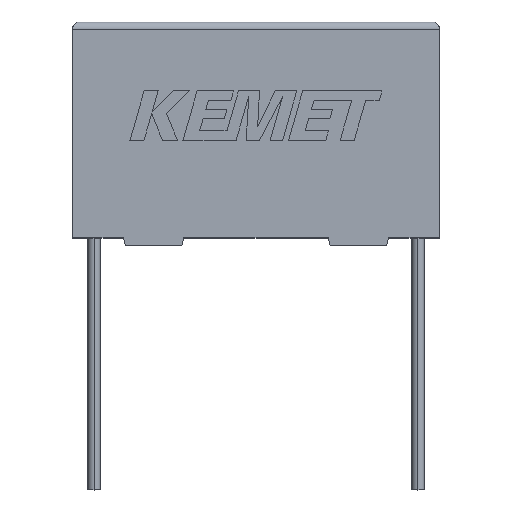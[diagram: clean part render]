
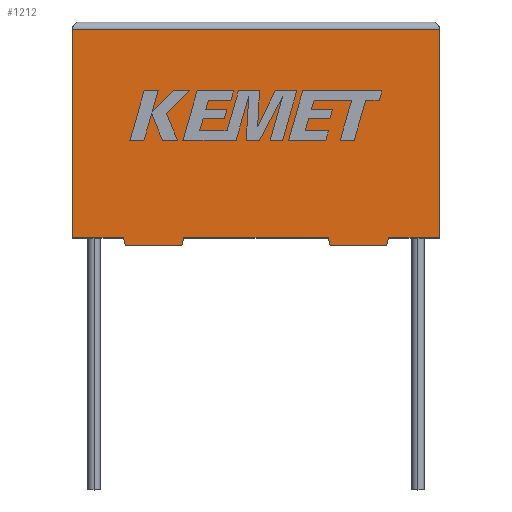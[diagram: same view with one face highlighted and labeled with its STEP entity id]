
A CAD part, top view. The second image highlights one B-rep face of the part: STEP entity #1212.
In plain terms, the highlighted planar face has unit normal (0, 0, 1).
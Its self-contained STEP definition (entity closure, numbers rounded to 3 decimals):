
#36 = VECTOR ( 'NONE', #1293, 1000. ) ;
#41 = FACE_OUTER_BOUND ( 'NONE', #3077, .T. ) ;
#63 = CARTESIAN_POINT ( 'NONE',  ( 0., 0., 6.5 ) ) ;
#87 = VECTOR ( 'NONE', #3083, 1000. ) ;
#114 = VERTEX_POINT ( 'NONE', #1006 ) ;
#141 = VERTEX_POINT ( 'NONE', #1253 ) ;
#145 = DIRECTION ( 'NONE',  ( -1., 0., 0. ) ) ;
#212 = ORIENTED_EDGE ( 'NONE', *, *, #2568, .T. ) ;
#236 = ORIENTED_EDGE ( 'NONE', *, *, #3202, .T. ) ;
#238 = CARTESIAN_POINT ( 'NONE',  ( 3.54, 0., 6.5 ) ) ;
#267 = CARTESIAN_POINT ( 'NONE',  ( 7.591, -0.5, 6.5 ) ) ;
#296 = DIRECTION ( 'NONE',  ( -0.287, -0.958, 0. ) ) ;
#378 = EDGE_CURVE ( 'NONE', #2093, #2520, #1803, .T. ) ;
#398 = PLANE ( 'NONE',  #2065 ) ;
#409 = CARTESIAN_POINT ( 'NONE',  ( 17.909, -0.5, 6.5 ) ) ;
#504 = DIRECTION ( 'NONE',  ( 0.287, -0.958, 0. ) ) ;
#510 = VECTOR ( 'NONE', #919, 1000. ) ;
#519 = CARTESIAN_POINT ( 'NONE',  ( 17.759, 0., 6.5 ) ) ;
#527 = VECTOR ( 'NONE', #145, 1000. ) ;
#584 = CARTESIAN_POINT ( 'NONE',  ( 3.54, 0., 6.5 ) ) ;
#599 = EDGE_CURVE ( 'NONE', #2156, #1590, #717, .T. ) ;
#618 = CARTESIAN_POINT ( 'NONE',  ( 7.741, 0., 6.5 ) ) ;
#620 = VECTOR ( 'NONE', #296, 1000. ) ;
#658 = LINE ( 'NONE', #409, #736 ) ;
#717 = LINE ( 'NONE', #1636, #527 ) ;
#736 = VECTOR ( 'NONE', #2911, 1000. ) ;
#805 = LINE ( 'NONE', #584, #1850 ) ;
#834 = DIRECTION ( 'NONE',  ( 1., 0., 0. ) ) ;
#841 = LINE ( 'NONE', #1796, #3031 ) ;
#857 = VECTOR ( 'NONE', #834, 1000. ) ;
#858 = LINE ( 'NONE', #1784, #620 ) ;
#863 = ORIENTED_EDGE ( 'NONE', *, *, #1862, .T. ) ;
#919 = DIRECTION ( 'NONE',  ( 0., -1., 0. ) ) ;
#995 = VERTEX_POINT ( 'NONE', #1091 ) ;
#1006 = CARTESIAN_POINT ( 'NONE',  ( 3.69, -0.5, 6.5 ) ) ;
#1075 = VECTOR ( 'NONE', #2849, 1000. ) ;
#1076 = CARTESIAN_POINT ( 'NONE',  ( 25.5, 0., 6.5 ) ) ;
#1091 = CARTESIAN_POINT ( 'NONE',  ( 0., 0., 6.5 ) ) ;
#1105 = ORIENTED_EDGE ( 'NONE', *, *, #2307, .F. ) ;
#1212 = ADVANCED_FACE ( 'NONE', ( #41 ), #398, .F. ) ;
#1226 = CARTESIAN_POINT ( 'NONE',  ( 0., 0., 6.5 ) ) ;
#1253 = CARTESIAN_POINT ( 'NONE',  ( 21.96, 0., 6.5 ) ) ;
#1258 = ORIENTED_EDGE ( 'NONE', *, *, #1892, .T. ) ;
#1274 = LINE ( 'NONE', #267, #2056 ) ;
#1293 = DIRECTION ( 'NONE',  ( 1., 0., 0. ) ) ;
#1348 = CARTESIAN_POINT ( 'NONE',  ( 25.5, 0., 6.5 ) ) ;
#1417 = VERTEX_POINT ( 'NONE', #2809 ) ;
#1457 = CARTESIAN_POINT ( 'NONE',  ( 0., 0., 6.5 ) ) ;
#1460 = ORIENTED_EDGE ( 'NONE', *, *, #2858, .T. ) ;
#1482 = LINE ( 'NONE', #1457, #510 ) ;
#1493 = DIRECTION ( 'NONE',  ( 1., 0., 0. ) ) ;
#1510 = EDGE_CURVE ( 'NONE', #141, #2156, #858, .T. ) ;
#1590 = VERTEX_POINT ( 'NONE', #3085 ) ;
#1612 = ORIENTED_EDGE ( 'NONE', *, *, #3026, .T. ) ;
#1636 = CARTESIAN_POINT ( 'NONE',  ( 21.81, -0.5, 6.5 ) ) ;
#1784 = CARTESIAN_POINT ( 'NONE',  ( 21.96, 0., 6.5 ) ) ;
#1796 = CARTESIAN_POINT ( 'NONE',  ( 0., 14.5, 6.5 ) ) ;
#1803 = LINE ( 'NONE', #1348, #87 ) ;
#1815 = LINE ( 'NONE', #63, #857 ) ;
#1850 = VECTOR ( 'NONE', #504, 1000. ) ;
#1862 = EDGE_CURVE ( 'NONE', #114, #2709, #2227, .T. ) ;
#1892 = EDGE_CURVE ( 'NONE', #995, #2871, #2109, .T. ) ;
#1925 = ORIENTED_EDGE ( 'NONE', *, *, #1510, .F. ) ;
#1930 = CARTESIAN_POINT ( 'NONE',  ( 0., 0., 6.5 ) ) ;
#2056 = VECTOR ( 'NONE', #3050, 1000. ) ;
#2065 = AXIS2_PLACEMENT_3D ( 'NONE', #1226, #3152, #2463 ) ;
#2093 = VERTEX_POINT ( 'NONE', #1076 ) ;
#2109 = LINE ( 'NONE', #2971, #36 ) ;
#2156 = VERTEX_POINT ( 'NONE', #2795 ) ;
#2227 = LINE ( 'NONE', #2983, #2852 ) ;
#2292 = ORIENTED_EDGE ( 'NONE', *, *, #599, .F. ) ;
#2296 = LINE ( 'NONE', #1930, #1075 ) ;
#2307 = EDGE_CURVE ( 'NONE', #1590, #2443, #658, .T. ) ;
#2340 = ORIENTED_EDGE ( 'NONE', *, *, #3207, .T. ) ;
#2443 = VERTEX_POINT ( 'NONE', #519 ) ;
#2463 = DIRECTION ( 'NONE',  ( -1., 0., 0. ) ) ;
#2471 = CARTESIAN_POINT ( 'NONE',  ( 7.591, -0.5, 6.5 ) ) ;
#2520 = VERTEX_POINT ( 'NONE', #3069 ) ;
#2568 = EDGE_CURVE ( 'NONE', #2993, #2443, #1815, .T. ) ;
#2573 = DIRECTION ( 'NONE',  ( -1., 0., 0. ) ) ;
#2709 = VERTEX_POINT ( 'NONE', #2471 ) ;
#2754 = EDGE_CURVE ( 'NONE', #1417, #995, #1482, .T. ) ;
#2795 = CARTESIAN_POINT ( 'NONE',  ( 21.81, -0.5, 6.5 ) ) ;
#2809 = CARTESIAN_POINT ( 'NONE',  ( 0., 14.5, 6.5 ) ) ;
#2849 = DIRECTION ( 'NONE',  ( 1., 0., 0. ) ) ;
#2852 = VECTOR ( 'NONE', #1493, 1000. ) ;
#2858 = EDGE_CURVE ( 'NONE', #2871, #114, #805, .T. ) ;
#2871 = VERTEX_POINT ( 'NONE', #238 ) ;
#2876 = ORIENTED_EDGE ( 'NONE', *, *, #2754, .T. ) ;
#2911 = DIRECTION ( 'NONE',  ( -0.287, 0.958, 0. ) ) ;
#2937 = ORIENTED_EDGE ( 'NONE', *, *, #378, .T. ) ;
#2971 = CARTESIAN_POINT ( 'NONE',  ( 0., 0., 6.5 ) ) ;
#2983 = CARTESIAN_POINT ( 'NONE',  ( 3.69, -0.5, 6.5 ) ) ;
#2993 = VERTEX_POINT ( 'NONE', #618 ) ;
#3026 = EDGE_CURVE ( 'NONE', #141, #2093, #2296, .T. ) ;
#3031 = VECTOR ( 'NONE', #2573, 1000. ) ;
#3050 = DIRECTION ( 'NONE',  ( 0.287, 0.958, 0. ) ) ;
#3069 = CARTESIAN_POINT ( 'NONE',  ( 25.5, 14.5, 6.5 ) ) ;
#3077 = EDGE_LOOP ( 'NONE', ( #2937, #236, #2876, #1258, #1460, #863, #2340, #212, #1105, #2292, #1925, #1612 ) ) ;
#3083 = DIRECTION ( 'NONE',  ( 0., 1., 0. ) ) ;
#3085 = CARTESIAN_POINT ( 'NONE',  ( 17.909, -0.5, 6.5 ) ) ;
#3152 = DIRECTION ( 'NONE',  ( 0., 0., -1. ) ) ;
#3202 = EDGE_CURVE ( 'NONE', #2520, #1417, #841, .T. ) ;
#3207 = EDGE_CURVE ( 'NONE', #2709, #2993, #1274, .T. ) ;
